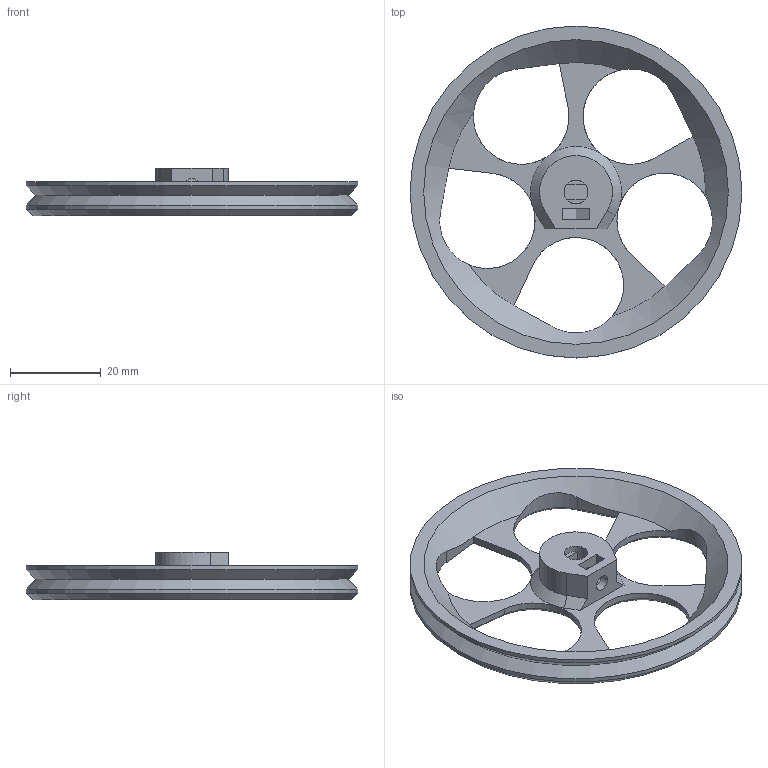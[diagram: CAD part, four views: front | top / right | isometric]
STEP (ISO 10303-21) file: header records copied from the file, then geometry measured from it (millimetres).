
FILE_DESCRIPTION(('FreeCAD Model'),'2;1');
FILE_NAME('wheel-right.step','2017-05-11T10:01:45',('Author'),(''), 'Open CASCADE STEP processor 7.1','FreeCAD','Unknown');
FILE_SCHEMA(('AUTOMOTIVE_DESIGN_CC2 { 1 2 10303 214 -1 1 5 4 }'));
Length unit declared in the file: millimetre
Products named in the file (1): wheel-lright-R
Bounding box: 73 x 73 x 10.5 mm (x, y, z)
Volume: 11560.5 mm3; surface area: 8391.7 mm2
Topology: 1 solids, 1 shells, 85 faces, 221 edges, 138 vertices
Faces by surface type: plane 55, cylinder 11, cone 10, extrusion 9
Full cylindrical faces by diameter (mm): 3.5 x2, 5.25 x1, 73 x2
Entity records: 8582 total; most frequent: CARTESIAN_POINT 4308, DIRECTION 725, ORIENTED_EDGE 442, PCURVE 442, DEFINITIONAL_REPRESENTATION 442, VECTOR 435, LINE 426, EDGE_CURVE 221
